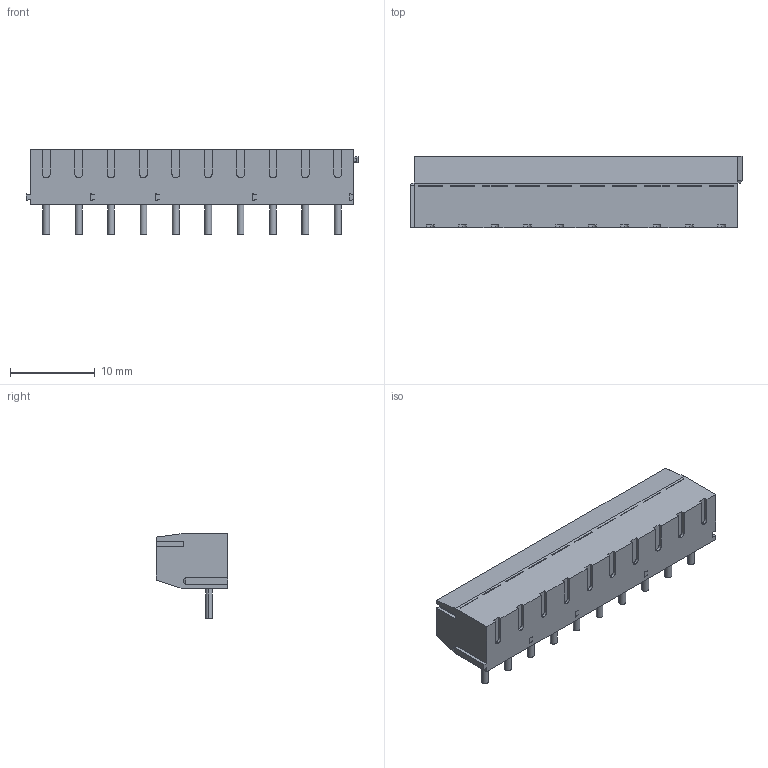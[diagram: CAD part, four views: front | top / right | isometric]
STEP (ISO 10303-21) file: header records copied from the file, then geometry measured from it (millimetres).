
FILE_DESCRIPTION( ('This file contains a STEP AP42 implementation' ,'as created by ZW3D STEP Interface translator.') ,'2;1' );
FILE_NAME( 'AH381-084R10USN1N.stp' ,'231123.112618', (''), ('ZWCAD Software Co.'), 'Version 1.0', 'ZW3D to STEP translator', '' );
FILE_SCHEMA(('AUTOMOTIVE_DESIGN { 1 0 10303 214 1 1 1 1 }'));
Length unit declared in the file: millimetre
Products named in the file (2): 0; AH381-084R10USN1N
Bounding box: 39.06 x 8.4 x 10 mm (x, y, z)
Volume: 1854 mm3; surface area: 2340.3 mm2
Topology: 1 solids, 1 shells, 762 faces, 1906 edges, 1212 vertices
Faces by surface type: plane 482, bspline 180, cone 80, cylinder 20
Entity records: 40149 total; most frequent: CARTESIAN_POINT 25071, ORIENTED_EDGE 3812, EDGE_CURVE 1906, B_SPLINE_CURVE_WITH_KNOTS 1618, DIRECTION 1474, VERTEX_POINT 1212, EDGE_LOOP 868, FACE_OUTER_BOUND 762
